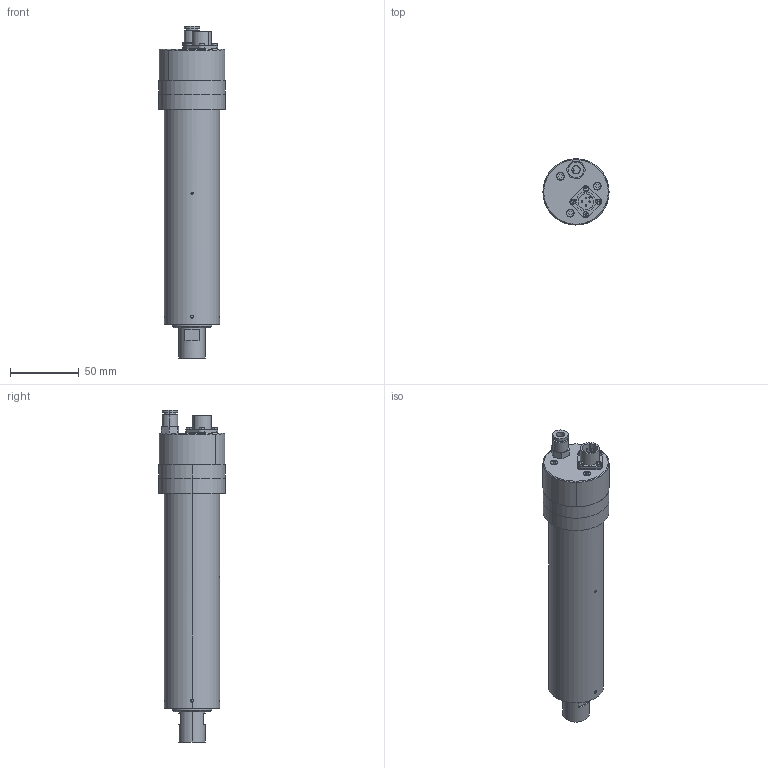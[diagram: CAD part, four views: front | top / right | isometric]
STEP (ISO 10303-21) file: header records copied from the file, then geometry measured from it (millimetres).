
FILE_DESCRIPTION (( 'STEP AP214' ), '1' );
FILE_NAME ('GDF40Y-20Z-1.3三维.STEP', '2025-07-30T05:07:02', ( '电脑' ), ( '' ), 'SwSTEP 2.0', 'SolidWorks 2018', '' );
FILE_SCHEMA (( 'AUTOMOTIVE_DESIGN' ));
Length unit declared in the file: millimetre
Products named in the file (23): GB／T292-94角接触球轴承7000C; GB／T 70．1-2000内六角圆柱头螺钉M3×16(8．8级); 71804湍躇猾裔粣創; GDF40Y-20Z-0.75-03蛌赽粣; GDF40Y-20Z-0.75-ER16-11堤盄釱; 棠詩脯; GDF40Y-20Z-1.3三维; 00-HL-BZ綴粣創蹟譫; GDF40Y-20Z-0.75-ER16-04儂褲; GDF40Y-20Z-0.75-ER16-10綴粣創裔; 71804-外隔圈; GDF40Y-20Z-0.75-ER16-09綴粣創弅; 路棠遠; ST1214-P4源倛楊擘脣釱; 71804-内隔圈; 籵蚚M10ァ郲; GB／T 70．1-2000内六角圆柱头螺钉M2×10(8．8级); GDF40Y-20Z-0.75-CH16-07前盖; GDF40Y-20Z-0.75-ER16-03蛌粣; GB／T77-2000内六角平端紧定螺钉M1.6×2(45H级); GDF40Y-20Z-0.75-CH16-08躇猾裔
Assembly tree (18 placements, depth 3):
  GB／T292-94角接触球轴承7000C
  71804湍躇猾裔粣創
  棠詩脯
  GDF40Y-20Z-1.3三维
    GDF40Y-20Z-0.75-ER16-04儂褲
    GDF40Y-20Z-0.75-ER16-09綴粣創弅
    GDF40Y-20Z-0.75-ER16-10綴粣創裔
    GDF40Y-20Z-0.75-ER16-11堤盄釱
    GDF40Y-20Z-0.75-03蛌赽粣
      GDF40Y-20Z-0.75-ER16-03蛌粣
    GDF40Y-20Z-0.75-CH16-07前盖
    GDF40Y-20Z-0.75-CH16-08躇猾裔
    籵蚚M10ァ郲
    ST1214-P4源倛楊擘脣釱
    GB／T77-2000内六角平端紧定螺钉M1.6×2(45H级)
    GB／T 70．1-2000内六角圆柱头螺钉M3×16(8．8级)
    GB／T 70．1-2000内六角圆柱头螺钉M3×16(8．8级)
    GB／T 70．1-2000内六角圆柱头螺钉M3×16(8．8级)
    GB／T 70．1-2000内六角圆柱头螺钉M2×10(8．8级)  x4
  00-HL-BZ綴粣創蹟譫
Bounding box: 48 x 48 x 241 mm (x, y, z)
Volume: 69674.1 mm3; surface area: 77089.2 mm2
Topology: 26 solids, 26 shells, 700 faces, 1672 edges, 1066 vertices
Faces by surface type: cylinder 299, plane 285, cone 41, bspline 39, torus 36
Entity records: 21689 total; most frequent: CARTESIAN_POINT 5381, DIRECTION 3232, ORIENTED_EDGE 3032, EDGE_CURVE 1516, AXIS2_PLACEMENT_3D 1238, VERTEX_POINT 985, EDGE_LOOP 769, LINE 756
